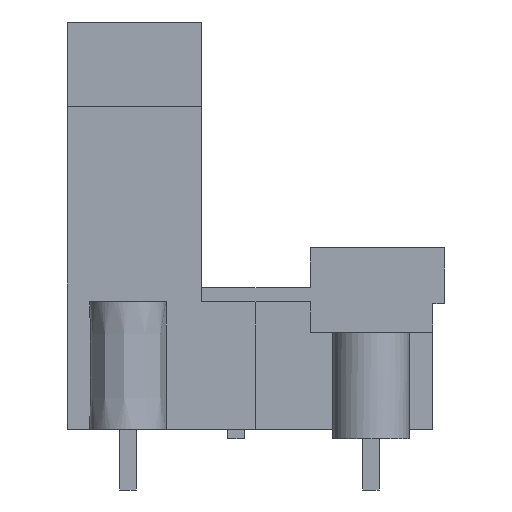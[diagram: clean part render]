
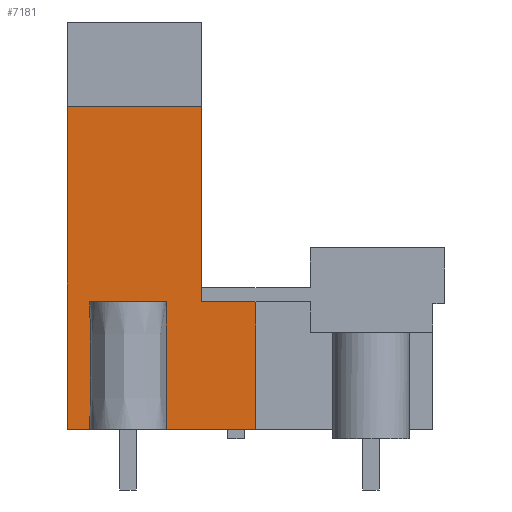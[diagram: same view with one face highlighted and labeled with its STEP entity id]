
A CAD part, left-side view. The second image highlights one B-rep face of the part: STEP entity #7181.
In plain terms, the highlighted planar face has unit normal (-1, 0, 0).
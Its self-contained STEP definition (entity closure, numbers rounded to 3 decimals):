
#7130=AXIS2_PLACEMENT_3D('Plane Axis2P3D',#7127,#7128,#7129) ;
#2583=CARTESIAN_POINT('Line Origine',(3.84,22.779,3.8)) ;
#2587=CARTESIAN_POINT('Vertex',(3.84,23.67,3.8)) ;
#2589=CARTESIAN_POINT('Vertex',(3.84,21.887,3.8)) ;
#2785=CARTESIAN_POINT('Vertex',(3.84,11.84,3.8)) ;
#2788=CARTESIAN_POINT('Line Origine',(3.84,14.846,3.8)) ;
#2792=CARTESIAN_POINT('Vertex',(3.84,17.853,3.8)) ;
#6642=CARTESIAN_POINT('Vertex',(3.84,15.24,12.7)) ;
#6672=CARTESIAN_POINT('Line Origine',(3.84,15.24,12.25)) ;
#6676=CARTESIAN_POINT('Vertex',(3.84,15.24,11.8)) ;
#6700=CARTESIAN_POINT('Vertex',(3.84,11.84,11.8)) ;
#6717=CARTESIAN_POINT('Line Origine',(3.84,13.54,11.8)) ;
#6965=CARTESIAN_POINT('Line Origine',(3.84,23.67,13.93)) ;
#6969=CARTESIAN_POINT('Vertex',(3.84,23.67,24.06)) ;
#7127=CARTESIAN_POINT('Axis2P3D Location',(3.84,23.67,3.2)) ;
#7132=CARTESIAN_POINT('Line Origine',(3.84,15.24,18.38)) ;
#7136=CARTESIAN_POINT('Vertex',(3.84,15.24,24.06)) ;
#7139=CARTESIAN_POINT('Line Origine',(3.84,19.455,24.06)) ;
#7144=CARTESIAN_POINT('Line Origine',(3.84,21.887,7.8)) ;
#7148=CARTESIAN_POINT('Vertex',(3.84,21.887,11.8)) ;
#7151=CARTESIAN_POINT('Line Origine',(3.84,19.87,11.8)) ;
#7155=CARTESIAN_POINT('Vertex',(3.84,17.853,11.8)) ;
#7158=CARTESIAN_POINT('Line Origine',(3.84,17.853,7.8)) ;
#7163=CARTESIAN_POINT('Line Origine',(3.84,11.84,7.8)) ;
#2584=DIRECTION('Vector Direction',(0.,-1.,0.)) ;
#2789=DIRECTION('Vector Direction',(0.,-1.,0.)) ;
#6673=DIRECTION('Vector Direction',(0.,0.,-1.)) ;
#6718=DIRECTION('Vector Direction',(0.,1.,0.)) ;
#6966=DIRECTION('Vector Direction',(0.,0.,1.)) ;
#7128=DIRECTION('Axis2P3D Direction',(-1.,0.,0.)) ;
#7129=DIRECTION('Axis2P3D XDirection',(0.,-1.,0.)) ;
#7133=DIRECTION('Vector Direction',(0.,0.,-1.)) ;
#7140=DIRECTION('Vector Direction',(0.,-1.,0.)) ;
#7145=DIRECTION('Vector Direction',(0.,0.,1.)) ;
#7152=DIRECTION('Vector Direction',(0.,1.,0.)) ;
#7159=DIRECTION('Vector Direction',(0.,0.,1.)) ;
#7164=DIRECTION('Vector Direction',(0.,0.,1.)) ;
#2585=VECTOR('Line Direction',#2584,1.) ;
#2790=VECTOR('Line Direction',#2789,1.) ;
#6674=VECTOR('Line Direction',#6673,1.) ;
#6719=VECTOR('Line Direction',#6718,1.) ;
#6967=VECTOR('Line Direction',#6966,1.) ;
#7134=VECTOR('Line Direction',#7133,1.) ;
#7141=VECTOR('Line Direction',#7140,1.) ;
#7146=VECTOR('Line Direction',#7145,1.) ;
#7153=VECTOR('Line Direction',#7152,1.) ;
#7160=VECTOR('Line Direction',#7159,1.) ;
#7165=VECTOR('Line Direction',#7164,1.) ;
#7169=ORIENTED_EDGE('',*,*,#7138,.F.) ;
#7170=ORIENTED_EDGE('',*,*,#7143,.T.) ;
#7171=ORIENTED_EDGE('',*,*,#6971,.T.) ;
#7172=ORIENTED_EDGE('',*,*,#2591,.T.) ;
#7173=ORIENTED_EDGE('',*,*,#7150,.T.) ;
#7174=ORIENTED_EDGE('',*,*,#7157,.F.) ;
#7175=ORIENTED_EDGE('',*,*,#7162,.F.) ;
#7176=ORIENTED_EDGE('',*,*,#2794,.T.) ;
#7177=ORIENTED_EDGE('',*,*,#7167,.T.) ;
#7178=ORIENTED_EDGE('',*,*,#6721,.T.) ;
#7179=ORIENTED_EDGE('',*,*,#6678,.F.) ;
#7181=ADVANCED_FACE('HOUSING',(#7180),#7131,.T.) ;
#2591=EDGE_CURVE('',#2588,#2590,#2586,.T.) ;
#2794=EDGE_CURVE('',#2793,#2786,#2791,.T.) ;
#6678=EDGE_CURVE('',#6643,#6677,#6675,.T.) ;
#6721=EDGE_CURVE('',#6701,#6677,#6720,.T.) ;
#6971=EDGE_CURVE('',#6970,#2588,#6968,.F.) ;
#7138=EDGE_CURVE('',#7137,#6643,#7135,.T.) ;
#7143=EDGE_CURVE('',#7137,#6970,#7142,.F.) ;
#7150=EDGE_CURVE('',#2590,#7149,#7147,.T.) ;
#7157=EDGE_CURVE('',#7156,#7149,#7154,.T.) ;
#7162=EDGE_CURVE('',#2793,#7156,#7161,.T.) ;
#7167=EDGE_CURVE('',#2786,#6701,#7166,.T.) ;
#7168=EDGE_LOOP('',(#7169,#7170,#7171,#7172,#7173,#7174,#7175,#7176,#7177,#7178,#7179)) ;
#7180=FACE_OUTER_BOUND('',#7168,.T.) ;
#2586=LINE('Line',#2583,#2585) ;
#2791=LINE('Line',#2788,#2790) ;
#6675=LINE('Line',#6672,#6674) ;
#6720=LINE('Line',#6717,#6719) ;
#6968=LINE('Line',#6965,#6967) ;
#7135=LINE('Line',#7132,#7134) ;
#7142=LINE('Line',#7139,#7141) ;
#7147=LINE('Line',#7144,#7146) ;
#7154=LINE('Line',#7151,#7153) ;
#7161=LINE('Line',#7158,#7160) ;
#7166=LINE('Line',#7163,#7165) ;
#7131=PLANE('',#7130) ;
#2588=VERTEX_POINT('',#2587) ;
#2590=VERTEX_POINT('',#2589) ;
#2786=VERTEX_POINT('',#2785) ;
#2793=VERTEX_POINT('',#2792) ;
#6643=VERTEX_POINT('',#6642) ;
#6677=VERTEX_POINT('',#6676) ;
#6701=VERTEX_POINT('',#6700) ;
#6970=VERTEX_POINT('',#6969) ;
#7137=VERTEX_POINT('',#7136) ;
#7149=VERTEX_POINT('',#7148) ;
#7156=VERTEX_POINT('',#7155) ;
